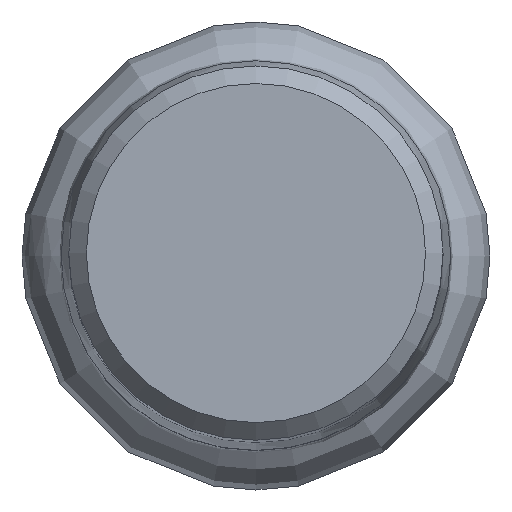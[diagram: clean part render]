
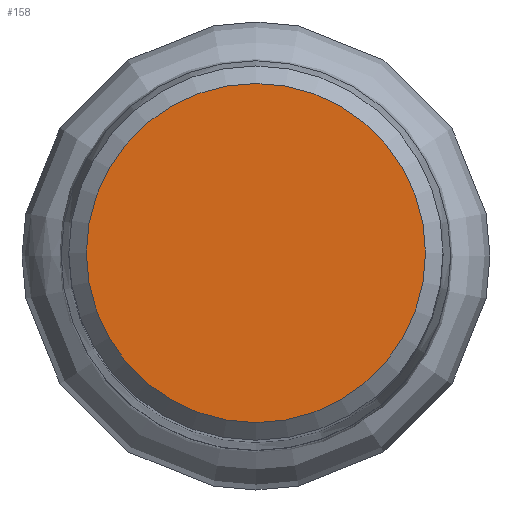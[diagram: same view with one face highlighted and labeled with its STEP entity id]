
A CAD part, top view. The second image highlights one B-rep face of the part: STEP entity #158.
In plain terms, the highlighted planar face has unit normal (0, 0, 1).
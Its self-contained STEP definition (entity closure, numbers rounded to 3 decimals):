
#158=ADVANCED_FACE('CU_SU3',(#166),#164,.F.);
#164=PLANE('',#405);
#166=FACE_OUTER_BOUND('',#194,.T.);
#194=EDGE_LOOP('',(#226));
#226=ORIENTED_EDGE('',*,*,#262,.F.);
#245=VERTEX_POINT('',#562);
#262=EDGE_CURVE('',#245,#245,#278,.T.);
#278=CIRCLE('',#404,14.494);
#404=AXIS2_PLACEMENT_3D('',#561,#485,#486);
#405=AXIS2_PLACEMENT_3D('',#563,#487,#488);
#485=DIRECTION('',(0.,0.,-1.));
#486=DIRECTION('',(-1.,0.,0.));
#487=DIRECTION('',(0.,0.,-1.));
#488=DIRECTION('',(-1.,0.,0.));
#561=CARTESIAN_POINT('',(0.,0.,0.));
#562=CARTESIAN_POINT('',(-14.494,0.,0.));
#563=CARTESIAN_POINT('',(0.,0.,0.));
